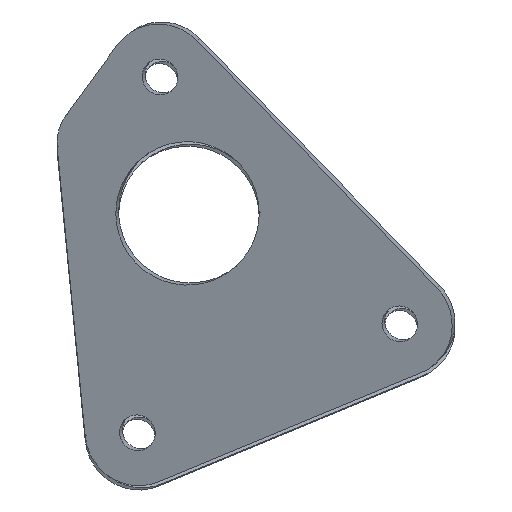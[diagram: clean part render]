
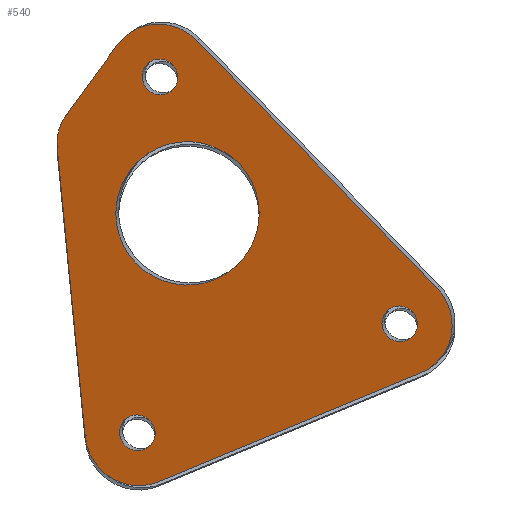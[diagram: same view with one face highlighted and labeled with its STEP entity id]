
A CAD part, top view. The second image highlights one B-rep face of the part: STEP entity #540.
In plain terms, the highlighted planar face has unit normal (-0.197, -0.151, 0.969).
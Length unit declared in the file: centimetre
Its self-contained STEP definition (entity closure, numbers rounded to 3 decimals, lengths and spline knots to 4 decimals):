
#48=B_SPLINE_CURVE_WITH_KNOTS('',3,(#852,#853,#854,#855,#856,#857,#858),
 .UNSPECIFIED.,.F.,.F.,(4,1,1,1,4),(0.,0.25,0.5,
0.75,1.),.UNSPECIFIED.);
#49=B_SPLINE_CURVE_WITH_KNOTS('',3,(#859,#860,#861,#862,#863,#864,#865),
 .UNSPECIFIED.,.F.,.F.,(4,1,1,1,4),(0.,0.25,0.5,
0.75,1.),.UNSPECIFIED.);
#58=FACE_BOUND('',#113,.T.);
#59=FACE_BOUND('',#114,.T.);
#60=FACE_BOUND('',#115,.T.);
#61=FACE_BOUND('',#116,.T.);
#78=FACE_OUTER_BOUND('',#112,.T.);
#112=EDGE_LOOP('',(#399,#400,#401,#402,#403,#404,#405,#406));
#113=EDGE_LOOP('',(#407));
#114=EDGE_LOOP('',(#408));
#115=EDGE_LOOP('',(#409));
#116=EDGE_LOOP('',(#410,#411));
#164=LINE('',#832,#200);
#165=LINE('',#836,#201);
#166=LINE('',#840,#202);
#167=LINE('',#843,#203);
#200=VECTOR('',#661,8.1958);
#201=VECTOR('',#664,8.1972);
#202=VECTOR('',#667,9.6493);
#203=VECTOR('',#670,2.5269);
#237=CIRCLE('',#581,1.35);
#238=CIRCLE('',#583,1.5);
#239=CIRCLE('',#584,1.5);
#240=CIRCLE('',#585,1.5);
#241=CIRCLE('',#586,0.5075);
#242=CIRCLE('',#587,0.5075);
#243=CIRCLE('',#588,0.5075);
#271=VERTEX_POINT('',#825);
#272=VERTEX_POINT('',#826);
#273=VERTEX_POINT('',#831);
#274=VERTEX_POINT('',#833);
#275=VERTEX_POINT('',#835);
#276=VERTEX_POINT('',#837);
#277=VERTEX_POINT('',#839);
#278=VERTEX_POINT('',#841);
#279=VERTEX_POINT('',#844);
#280=VERTEX_POINT('',#846);
#281=VERTEX_POINT('',#848);
#282=VERTEX_POINT('',#850);
#283=VERTEX_POINT('',#851);
#323=EDGE_CURVE('',#271,#272,#237,.T.);
#326=EDGE_CURVE('',#273,#271,#164,.T.);
#327=EDGE_CURVE('',#274,#273,#238,.T.);
#328=EDGE_CURVE('',#275,#274,#165,.T.);
#329=EDGE_CURVE('',#276,#275,#239,.T.);
#330=EDGE_CURVE('',#277,#276,#166,.T.);
#331=EDGE_CURVE('',#278,#277,#240,.T.);
#332=EDGE_CURVE('',#272,#278,#167,.T.);
#333=EDGE_CURVE('',#279,#279,#241,.T.);
#334=EDGE_CURVE('',#280,#280,#242,.T.);
#335=EDGE_CURVE('',#281,#281,#243,.T.);
#336=EDGE_CURVE('',#282,#283,#48,.T.);
#337=EDGE_CURVE('',#283,#282,#49,.T.);
#399=ORIENTED_EDGE('',*,*,#323,.F.);
#400=ORIENTED_EDGE('',*,*,#326,.F.);
#401=ORIENTED_EDGE('',*,*,#327,.F.);
#402=ORIENTED_EDGE('',*,*,#328,.F.);
#403=ORIENTED_EDGE('',*,*,#329,.F.);
#404=ORIENTED_EDGE('',*,*,#330,.F.);
#405=ORIENTED_EDGE('',*,*,#331,.F.);
#406=ORIENTED_EDGE('',*,*,#332,.F.);
#407=ORIENTED_EDGE('',*,*,#333,.F.);
#408=ORIENTED_EDGE('',*,*,#334,.F.);
#409=ORIENTED_EDGE('',*,*,#335,.F.);
#410=ORIENTED_EDGE('',*,*,#336,.F.);
#411=ORIENTED_EDGE('',*,*,#337,.F.);
#527=PLANE('',#582);
#540=ADVANCED_FACE('',(#78,#58,#59,#60,#61),#527,.F.);
#581=AXIS2_PLACEMENT_3D('',#827,#655,#656);
#582=AXIS2_PLACEMENT_3D('',#830,#659,#660);
#583=AXIS2_PLACEMENT_3D('',#834,#662,#663);
#584=AXIS2_PLACEMENT_3D('',#838,#665,#666);
#585=AXIS2_PLACEMENT_3D('',#842,#668,#669);
#586=AXIS2_PLACEMENT_3D('',#845,#671,#672);
#587=AXIS2_PLACEMENT_3D('',#847,#673,#674);
#588=AXIS2_PLACEMENT_3D('',#849,#675,#676);
#655=DIRECTION('center_axis',(0.197,0.151,-0.969));
#656=DIRECTION('ref_axis',(-0.976,-0.066,-0.209));
#659=DIRECTION('center_axis',(0.197,0.151,-0.969));
#660=DIRECTION('ref_axis',(-0.98,0.03,-0.195));
#661=DIRECTION('',(-0.096,0.986,0.134));
#662=DIRECTION('center_axis',(0.197,0.151,-0.969));
#663=DIRECTION('ref_axis',(0.396,-0.916,-0.062));
#664=DIRECTION('',(-0.897,-0.372,-0.24));
#665=DIRECTION('center_axis',(0.197,0.151,-0.969));
#666=DIRECTION('ref_axis',(0.69,0.68,0.246));
#667=DIRECTION('',(0.696,-0.717,0.03));
#668=DIRECTION('center_axis',(0.197,0.151,-0.969));
#669=DIRECTION('ref_axis',(-0.797,0.6,-0.069));
#670=DIRECTION('',(0.571,0.785,0.238));
#671=DIRECTION('center_axis',(-0.197,-0.151,0.969));
#672=DIRECTION('ref_axis',(-0.98,0.03,-0.195));
#673=DIRECTION('center_axis',(-0.197,-0.151,0.969));
#674=DIRECTION('ref_axis',(-0.98,0.03,-0.195));
#675=DIRECTION('center_axis',(-0.197,-0.151,0.969));
#676=DIRECTION('ref_axis',(-0.98,0.03,-0.195));
#825=CARTESIAN_POINT('',(20.3473,53.8375,35.7305));
#826=CARTESIAN_POINT('',(20.5889,54.7378,35.9197));
#827=CARTESIAN_POINT('Origin',(21.6645,53.9272,36.0124));
#830=CARTESIAN_POINT('Origin',(-4.4321,-3.3888,21.7912));
#831=CARTESIAN_POINT('',(21.1323,45.7536,34.633));
#832=CARTESIAN_POINT('',(21.1323,45.7536,34.633));
#833=CARTESIAN_POINT('',(23.1905,44.4793,34.8535));
#834=CARTESIAN_POINT('Origin',(22.5959,45.8532,34.9462));
#835=CARTESIAN_POINT('',(30.5407,47.5275,36.8225));
#836=CARTESIAN_POINT('',(30.5407,47.5275,36.8225));
#837=CARTESIAN_POINT('',(30.9814,49.9222,37.2845));
#838=CARTESIAN_POINT('Origin',(29.9461,48.9015,36.9152));
#839=CARTESIAN_POINT('',(24.2631,56.8423,36.9942));
#840=CARTESIAN_POINT('',(24.2631,56.8423,36.9942));
#841=CARTESIAN_POINT('',(22.0327,56.7223,36.5219));
#842=CARTESIAN_POINT('Origin',(23.2277,55.8216,36.6249));
#843=CARTESIAN_POINT('',(20.5889,54.7378,35.9197));
#844=CARTESIAN_POINT('',(22.0983,45.8686,34.8474));
#845=CARTESIAN_POINT('Origin',(22.5959,45.8532,34.9462));
#846=CARTESIAN_POINT('',(22.7302,55.837,36.5261));
#847=CARTESIAN_POINT('Origin',(23.2277,55.8216,36.6249));
#848=CARTESIAN_POINT('',(29.4485,48.9169,36.8164));
#849=CARTESIAN_POINT('Origin',(29.9461,48.9015,36.9152));
#850=CARTESIAN_POINT('',(21.99,52.,35.7789));
#851=CARTESIAN_POINT('',(26.01,52.,36.5965));
#852=CARTESIAN_POINT('Ctrl Pts',(21.99,52.,35.7789));
#853=CARTESIAN_POINT('Ctrl Pts',(21.9905,51.4739,35.6971));
#854=CARTESIAN_POINT('Ctrl Pts',(22.4247,50.4255,35.6224));
#855=CARTESIAN_POINT('Ctrl Pts',(24.,49.7723,35.8412));
#856=CARTESIAN_POINT('Ctrl Pts',(25.5753,50.4255,36.2632));
#857=CARTESIAN_POINT('Ctrl Pts',(26.0095,51.4739,36.5146));
#858=CARTESIAN_POINT('Ctrl Pts',(26.01,52.,36.5965));
#859=CARTESIAN_POINT('Ctrl Pts',(26.01,52.,36.5965));
#860=CARTESIAN_POINT('Ctrl Pts',(26.0095,52.5261,36.6782));
#861=CARTESIAN_POINT('Ctrl Pts',(25.5753,53.5745,36.7529));
#862=CARTESIAN_POINT('Ctrl Pts',(24.,54.2277,36.5341));
#863=CARTESIAN_POINT('Ctrl Pts',(22.4247,53.5745,36.1121));
#864=CARTESIAN_POINT('Ctrl Pts',(21.9905,52.5261,35.8608));
#865=CARTESIAN_POINT('Ctrl Pts',(21.99,52.,35.7789));
